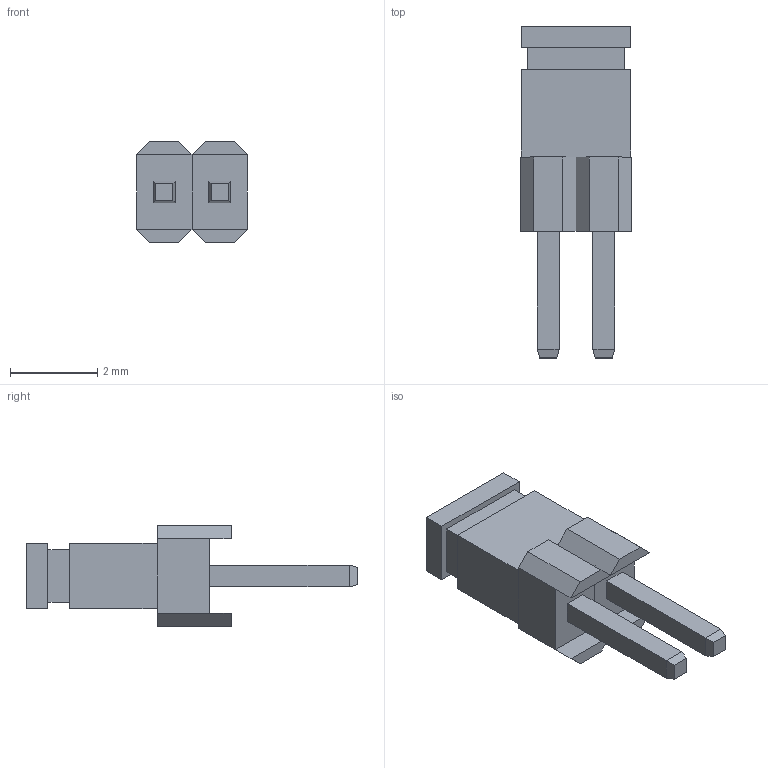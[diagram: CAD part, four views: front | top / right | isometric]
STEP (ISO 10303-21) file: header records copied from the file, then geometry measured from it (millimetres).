
FILE_DESCRIPTION (( 'STEP AP214' ), '1' );
FILE_NAME ('pin-header-1x2-small-with-jumper.STEP', '2015-03-22T15:54:45', ( '' ), ( '' ), 'SwSTEP 2.0', 'SolidWorks 2014', '' );
FILE_SCHEMA (( 'AUTOMOTIVE_DESIGN' ));
Length unit declared in the file: millimetre
Products named in the file (3): pin-header-pin-small; jumper-small; pin-header-1x2-small-with-jumper
Assembly tree (3 placements, depth 2):
  pin-header-1x2-small-with-jumper
    pin-header-pin-small  x2
    jumper-small
Bounding box: 2.54 x 7.6 x 2.3 mm (x, y, z)
Volume: 19.3 mm3; surface area: 99.4 mm2
Topology: 3 solids, 3 shells, 95 faces, 216 edges, 136 vertices
Faces by surface type: plane 95
Entity records: 2159 total; most frequent: CARTESIAN_POINT 305, ORIENTED_EDGE 288, DIRECTION 282, EDGE_CURVE 144, LINE 144, VECTOR 144, VERTEX_POINT 92, EDGE_LOOP 70
